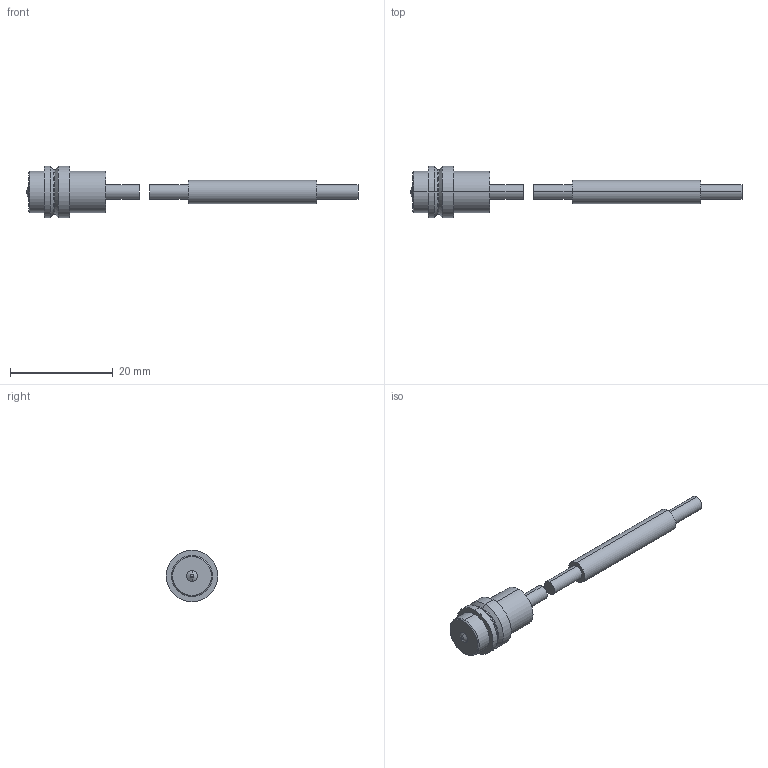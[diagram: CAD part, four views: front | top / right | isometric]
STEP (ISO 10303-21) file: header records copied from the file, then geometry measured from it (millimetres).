
FILE_DESCRIPTION (( 'STEP AP203' ), '1' );
FILE_NAME ('STM14A-L.STEP', '2017-11-24T01:22:48', ( '' ), ( '' ), 'SwSTEP 2.0', 'SolidWorks 2017', '' );
FILE_SCHEMA (( 'CONFIG_CONTROL_DESIGN' ));
Length unit declared in the file: millimetre
Products named in the file (1): STM14A-L
Bounding box: 64.5 x 10 x 10 mm (x, y, z)
Volume: 1409.9 mm3; surface area: 1154.7 mm2
Topology: 2 solids, 2 shells, 39 faces, 76 edges, 47 vertices
Faces by surface type: cylinder 16, plane 9, cone 8, torus 4, sphere 2
Entity records: 1089 total; most frequent: DIRECTION 208, CARTESIAN_POINT 163, ORIENTED_EDGE 152, AXIS2_PLACEMENT_3D 92, EDGE_CURVE 76, CIRCLE 52, VERTEX_POINT 47, EDGE_LOOP 45
